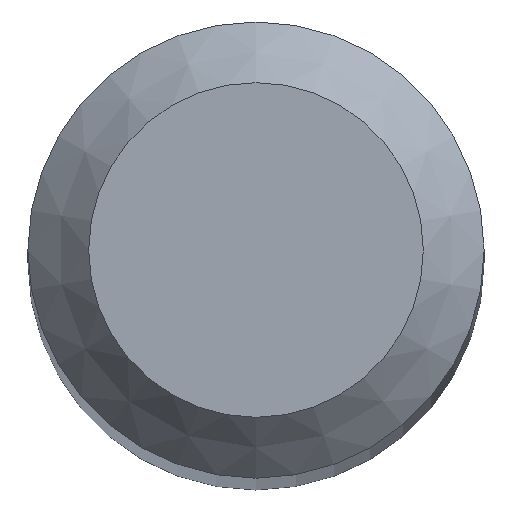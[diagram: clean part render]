
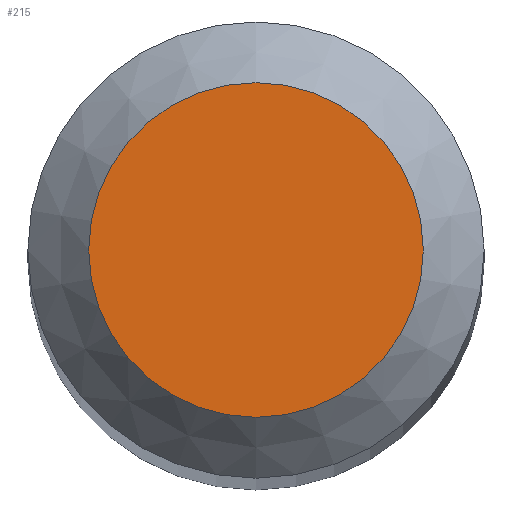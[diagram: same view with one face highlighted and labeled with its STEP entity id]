
A CAD part, top view. The second image highlights one B-rep face of the part: STEP entity #215.
In plain terms, the highlighted planar face has unit normal (0, 0, 1).
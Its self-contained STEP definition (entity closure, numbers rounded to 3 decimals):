
#15 = EDGE_LOOP ( 'NONE', ( #183 ) ) ;
#17 = FACE_OUTER_BOUND ( 'NONE', #15, .T. ) ;
#18 = DIRECTION ( 'NONE',  ( 0., 1., 0. ) ) ;
#52 = CARTESIAN_POINT ( 'NONE',  ( 0., 0., 30. ) ) ;
#57 = CIRCLE ( 'NONE', #219, 0.55 ) ;
#65 = DIRECTION ( 'NONE',  ( 0., 0., -1. ) ) ;
#87 = DIRECTION ( 'NONE',  ( 0., 1., 0. ) ) ;
#118 = CARTESIAN_POINT ( 'NONE',  ( 0., 0., 30. ) ) ;
#123 = CARTESIAN_POINT ( 'NONE',  ( 0., 0.55, 30. ) ) ;
#139 = VERTEX_POINT ( 'NONE', #123 ) ;
#154 = PLANE ( 'NONE',  #206 ) ;
#168 = EDGE_CURVE ( 'NONE', #139, #139, #57, .T. ) ;
#183 = ORIENTED_EDGE ( 'NONE', *, *, #168, .F. ) ;
#188 = DIRECTION ( 'NONE',  ( 0., 0., -1. ) ) ;
#206 = AXIS2_PLACEMENT_3D ( 'NONE', #52, #188, #18 ) ;
#215 = ADVANCED_FACE ( 'NONE', ( #17 ), #154, .F. ) ;
#219 = AXIS2_PLACEMENT_3D ( 'NONE', #118, #65, #87 ) ;
